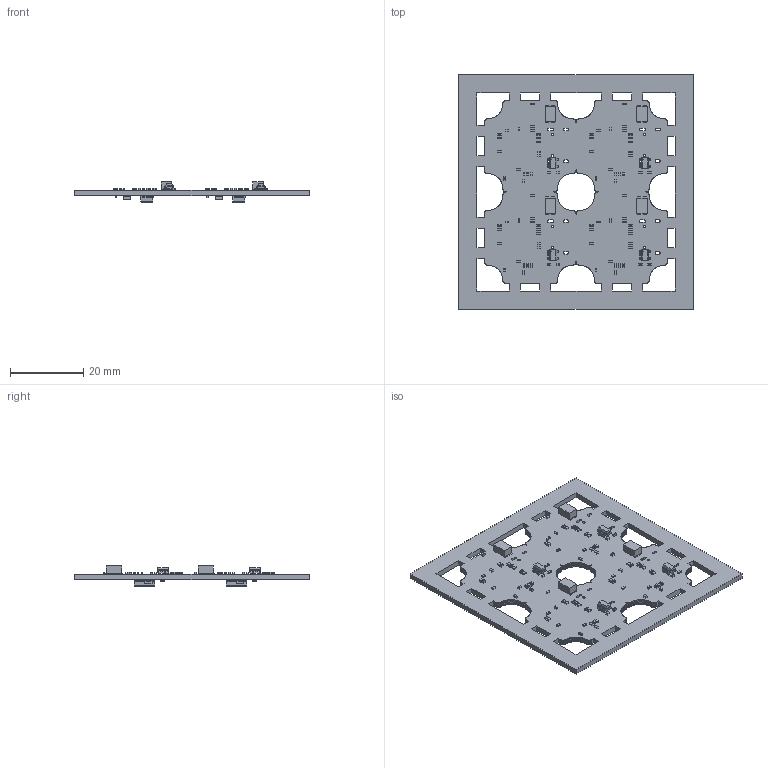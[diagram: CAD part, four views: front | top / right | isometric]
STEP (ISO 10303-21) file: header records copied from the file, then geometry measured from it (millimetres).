
FILE_DESCRIPTION(('KiCad electronic assembly'),'2;1');
FILE_NAME('model.step','2025-03-19T18:32:40',('Pcbnew'),('Kicad'), 'Open CASCADE STEP processor 7.8','KiCad to STEP converter','Unknown' );
FILE_SCHEMA(('AUTOMOTIVE_DESIGN { 1 0 10303 214 1 1 1 1 }'));
Length unit declared in the file: millimetre
Products named in the file (16): model 1; R_0402_1005Metric; C_0402_1005Metric; OSC-SMD_4P-L3.2-W2.5-H1.0; KMR211NGLFS; Body; Pins; SOIC-8_L5.3-W5.3-H1.9-LS7.9-P1.27; USB-C-SMD_KH-TYPE-C-16P; SOT-23-5_RIT; LQFN-56_L7.0-W7.0-P0.4-EP; MAX30208CLB+T; MAX30102EFD+T; demo_panel_PCB
Assembly tree (141 placements, depth 3):
  model 1
    R_0402_1005Metric  x28
    C_0402_1005Metric  x76
    OSC-SMD_4P-L3.2-W2.5-H1.0  x4
    KMR211NGLFS  x4
      Body
      Pins
    SOIC-8_L5.3-W5.3-H1.9-LS7.9-P1.27  x4
    USB-C-SMD_KH-TYPE-C-16P  x4
    SOT-23-5_RIT  x4
    LQFN-56_L7.0-W7.0-P0.4-EP  x4
    MAX30208CLB+T  x4
      Body
      Pins
    MAX30102EFD+T  x4
    demo_panel_PCB
Bounding box: 64 x 64 x 5.53 mm (x, y, z)
Volume: 5424.6 mm3; surface area: 9312.8 mm2
Topology: 277 solids, 277 shells, 6186 faces, 16196 edges, 10744 vertices
Faces by surface type: plane 4750, cylinder 1436
Full cylindrical faces by diameter (mm): 0.09 x4, 0.7 x8
Entity records: 69785 total; most frequent: CARTESIAN_POINT 12194, ORIENTED_EDGE 11926, DIRECTION 10668, EDGE_CURVE 5963, LINE 5712, VECTOR 5712, VERTEX_POINT 3970, AXIS2_PLACEMENT_3D 2478
